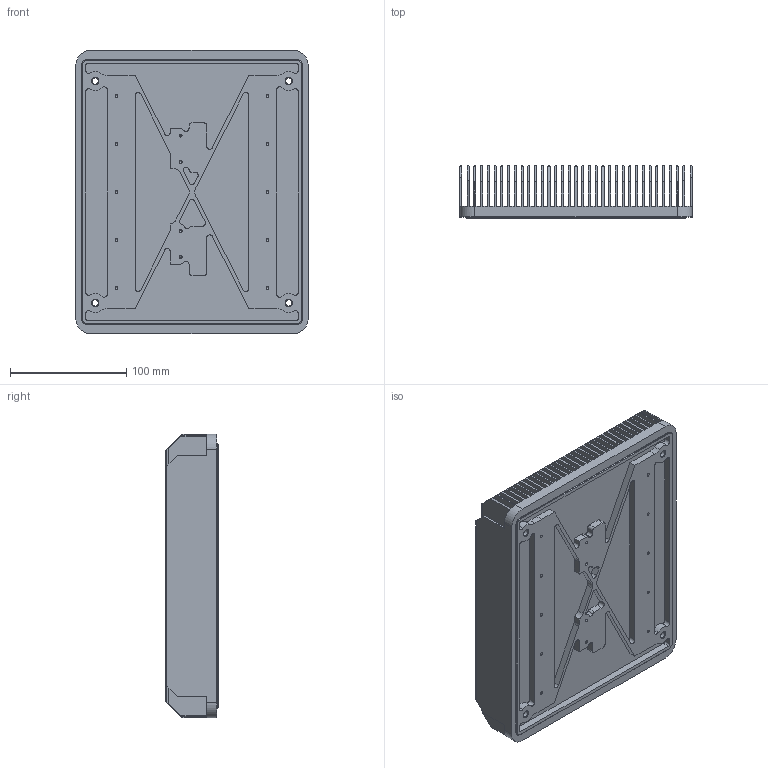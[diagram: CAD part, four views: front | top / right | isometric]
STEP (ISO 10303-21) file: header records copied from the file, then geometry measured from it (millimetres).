
FILE_DESCRIPTION(/* description */ (''),/* implementation_level */ '2;1');
FILE_NAME(/* name */ '0423758a-b6df-4685-9fc2-8444aee69a09.stp',/* time_stamp */ '2025-04-18T18:58:43Z',/* author */ (''),/* organization */ (''),/* preprocessor_version */ 'ST-DEVELOPER v20.1',/* originating_system */ 'Autodesk Translation Framework v14.4.0.0',/* authorisation */ '');
FILE_SCHEMA (('AUTOMOTIVE_DESIGN { 1 0 10303 214 3 1 1 }'));
Length unit declared in the file: millimetre
Products named in the file (1): _model1
Bounding box: 200 x 45 x 244 mm (x, y, z)
Volume: 835836.8 mm3; surface area: 693973.3 mm2
Topology: 1 solids, 1 shells, 509 faces, 1434 edges, 940 vertices
Faces by surface type: plane 336, cylinder 151, cone 22
Full cylindrical faces by diameter (mm): 2.529 x14, 5.5 x4, 9 x4
Entity records: 16325 total; most frequent: CARTESIAN_POINT 2870, ORIENTED_EDGE 2840, DIRECTION 2762, EDGE_CURVE 1420, LINE 1098, VECTOR 1098, VERTEX_POINT 940, AXIS2_PLACEMENT_3D 832
